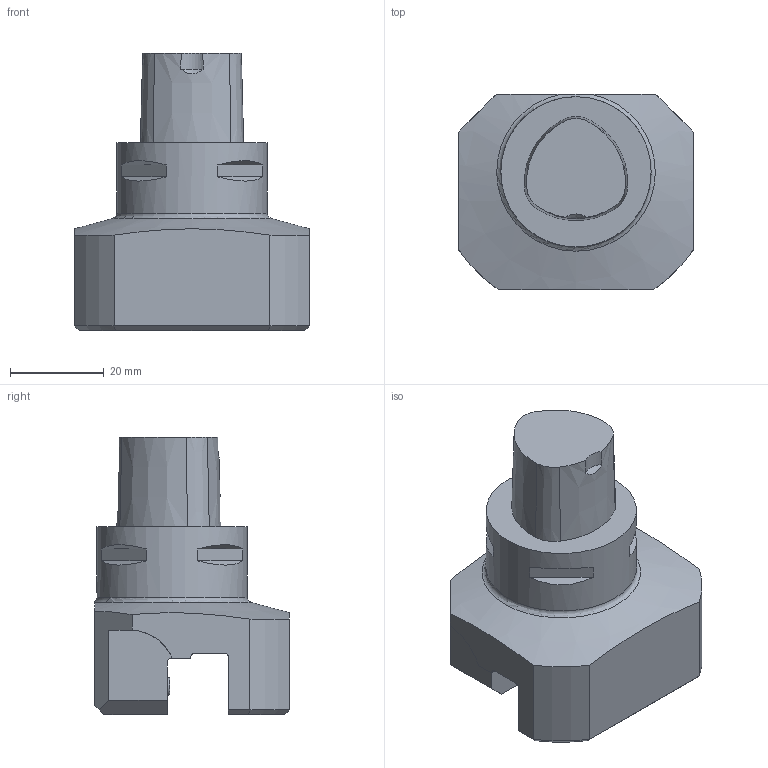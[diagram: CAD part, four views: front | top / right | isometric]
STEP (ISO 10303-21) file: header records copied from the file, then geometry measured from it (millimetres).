
FILE_DESCRIPTION(/* description */ (''),/* implementation_level */ '2;1');
FILE_NAME(/* name */ '1581917705853.stp',/* time_stamp */ '2020-02-17T11:05:17+06:00',/* author */ (''),/* organization */ ('SMS'),/* preprocessor_version */ 'ST-DEVELOPER v16.7',/* originating_system */ 'SIEMENS PLM Software NX 12.0',/* authorisation */ '');
FILE_SCHEMA (('AUTOMOTIVE_DESIGN { 1 0 10303 214 3 1 1 1 }'));
Length unit declared in the file: millimetre
Products named in the file (1): 112029875mod000_02
Bounding box: 50 x 41.5 x 59 mm (x, y, z)
Volume: 54488.7 mm3; surface area: 11073.3 mm2
Topology: 1 solids, 1 shells, 95 faces, 221 edges, 141 vertices
Faces by surface type: plane 53, cone 28, cylinder 11, torus 3
Full cylindrical faces by diameter (mm): 3.85 x2, 32 x1
Entity records: 2749 total; most frequent: CARTESIAN_POINT 617, DIRECTION 435, ORIENTED_EDGE 404, EDGE_CURVE 202, AXIS2_PLACEMENT_3D 170, VERTEX_POINT 132, EDGE_LOOP 116, ADVANCED_FACE 95
